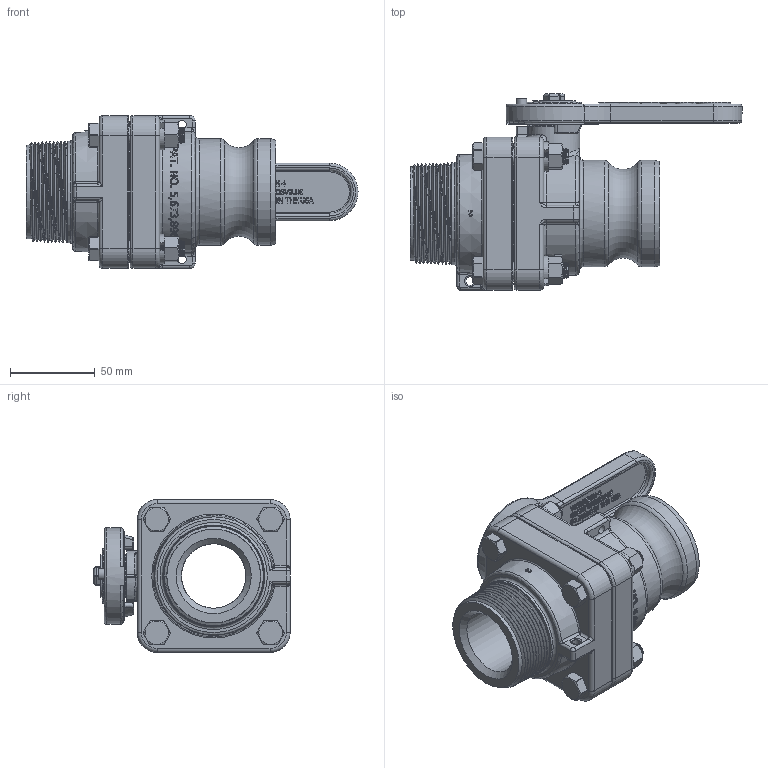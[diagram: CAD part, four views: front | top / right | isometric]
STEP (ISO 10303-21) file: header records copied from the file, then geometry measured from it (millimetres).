
FILE_DESCRIPTION(/* description */ ('2" F STUBBY BODY, UNMACHINED'),/* implementation_level */ '2;1');
FILE_NAME(/* name */ 'VSFMT200.stp',/* time_stamp */ '2016-02-01T12:46:45-05:00',/* author */ ('DCerny'),/* organization */ (''),/* preprocessor_version */ 'ST-DEVELOPER v16.1',/* originating_system */ 'Autodesk Inventor 2016',/* authorisation */ '');
FILE_SCHEMA (('AUTOMOTIVE_DESIGN { 1 0 10303 214 3 1 1 }'));
Products named in the file (19): VXF20254; VF20254; VXMT20256; VSMT20256; V20255BX; VS20255M; VS20255; V20151; V20060; VS20151; VS20152SH; VS20258A; V20010SS; V20018; V20019; V20020; V20021; V21204; VSFMT200
Assembly tree (29 placements, depth 4):
  VSFMT200
    VF20254
      VXF20254
    VSMT20256
      VXMT20256
    VS20255
      VS20255M
        V20255BX
    VS20151
      V20151
      V20060
    VS20152SH
    VS20258A  x2
    V20010SS  x4
    V20018  x4
    V20019  x4
    V20060
    V20020
    V20021
    V21204
Bounding box: 196.38 x 116.1 x 90.42 mm (x, y, z)
Volume: 534319.7 mm3; surface area: 154394.8 mm2
Topology: 25 solids, 25 shells, 2449 faces, 5895 edges, 3601 vertices
Faces by surface type: plane 881, cylinder 612, cone 479, bspline 386, torus 85, sphere 6
Full cylindrical faces by diameter (mm): 2.997 x1, 3.302 x2, 4.978 x1, 5.08 x3, 6.35 x1, 7.144 x1, 8.915 x4, 9.525 x4, 10.312 x8, 18.923 x1, 19.05 x2, 19.304 x1, 23.812 x2, 24.13 x1, 25.4 x2, 25.908 x1, 26.416 x1, 32.512 x1, 38.1 x5, 39.192 x2, 43.18 x2, 50.698 x2, 50.876 x2, 57.15 x1, 60.325 x1, 63.043 x2, 74.93 x1, 79.502 x1, 80.01 x1, 80.518 x1
Entity records: 62018 total; most frequent: CARTESIAN_POINT 22350, ORIENTED_EDGE 8524, DIRECTION 7055, EDGE_CURVE 4262, VERTEX_POINT 2772, LINE 2503, VECTOR 2503, AXIS2_PLACEMENT_3D 2276
